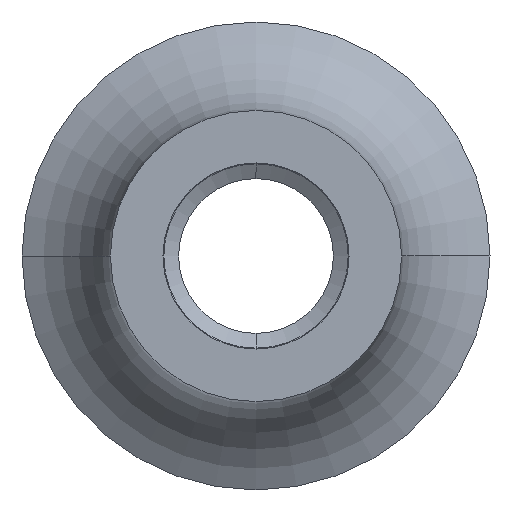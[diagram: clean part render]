
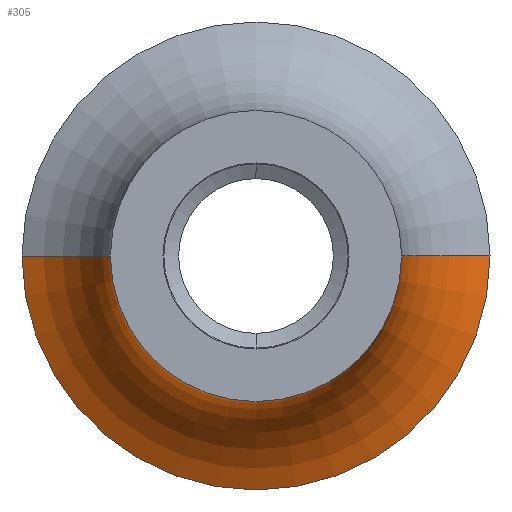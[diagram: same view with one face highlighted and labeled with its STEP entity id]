
A CAD part, front view. The second image highlights one B-rep face of the part: STEP entity #305.
In plain terms, the highlighted toroidal (fillet/blend) face has major radius 7.95 mm and minor radius 4 mm.
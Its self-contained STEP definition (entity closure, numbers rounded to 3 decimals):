
#10 = ORIENTED_EDGE ( 'NONE', *, *, #43, .F. ) ;
#13 = EDGE_CURVE ( 'NONE', #161, #465, #299, .T. ) ;
#16 = CARTESIAN_POINT ( 'NONE',  ( -3.95, 23.134, 0. ) ) ;
#24 = EDGE_CURVE ( 'NONE', #431, #465, #237, .T. ) ;
#43 = EDGE_CURVE ( 'NONE', #461, #431, #158, .T. ) ;
#44 = ORIENTED_EDGE ( 'NONE', *, *, #293, .T. ) ;
#48 = AXIS2_PLACEMENT_3D ( 'NONE', #412, #444, #102 ) ;
#63 = DIRECTION ( 'NONE',  ( -1., 0., 0. ) ) ;
#97 = AXIS2_PLACEMENT_3D ( 'NONE', #135, #141, #107 ) ;
#102 = DIRECTION ( 'NONE',  ( -1., 0., 0. ) ) ;
#107 = DIRECTION ( 'NONE',  ( -1., 0., 0. ) ) ;
#114 = CARTESIAN_POINT ( 'NONE',  ( 3.95, 23.134, 0. ) ) ;
#121 = EDGE_LOOP ( 'NONE', ( #10, #44, #126, #137 ) ) ;
#126 = ORIENTED_EDGE ( 'NONE', *, *, #13, .T. ) ;
#129 = DIRECTION ( 'NONE',  ( -1., 0., 0. ) ) ;
#135 = CARTESIAN_POINT ( 'NONE',  ( 0., 23.134, 0. ) ) ;
#137 = ORIENTED_EDGE ( 'NONE', *, *, #24, .F. ) ;
#139 = DIRECTION ( 'NONE',  ( 0., 1., 0. ) ) ;
#141 = DIRECTION ( 'NONE',  ( 0., 1., 0. ) ) ;
#158 = CIRCLE ( 'NONE', #245, 6.35 ) ;
#161 = VERTEX_POINT ( 'NONE', #114 ) ;
#213 = CARTESIAN_POINT ( 'NONE',  ( 0., 23.134, 0. ) ) ;
#237 = CIRCLE ( 'NONE', #48, 4. ) ;
#245 = AXIS2_PLACEMENT_3D ( 'NONE', #409, #451, #129 ) ;
#293 = EDGE_CURVE ( 'NONE', #461, #161, #406, .T. ) ;
#299 = CIRCLE ( 'NONE', #424, 3.95 ) ;
#302 = TOROIDAL_SURFACE ( 'NONE', #97, 7.95, 4. ) ;
#305 = ADVANCED_FACE ( 'NONE', ( #484 ), #302, .F. ) ;
#310 = AXIS2_PLACEMENT_3D ( 'NONE', #375, #366, #450 ) ;
#342 = CARTESIAN_POINT ( 'NONE',  ( -6.35, 26.8, 0. ) ) ;
#366 = DIRECTION ( 'NONE',  ( 0., 0., 1. ) ) ;
#375 = CARTESIAN_POINT ( 'NONE',  ( 7.95, 23.134, 0. ) ) ;
#396 = CARTESIAN_POINT ( 'NONE',  ( 6.35, 26.8, 0. ) ) ;
#406 = CIRCLE ( 'NONE', #310, 4. ) ;
#409 = CARTESIAN_POINT ( 'NONE',  ( 0., 26.8, 0. ) ) ;
#412 = CARTESIAN_POINT ( 'NONE',  ( -7.95, 23.134, 0. ) ) ;
#424 = AXIS2_PLACEMENT_3D ( 'NONE', #213, #139, #63 ) ;
#431 = VERTEX_POINT ( 'NONE', #342 ) ;
#444 = DIRECTION ( 'NONE',  ( 0., 0., -1. ) ) ;
#450 = DIRECTION ( 'NONE',  ( 1., 0., 0. ) ) ;
#451 = DIRECTION ( 'NONE',  ( 0., 1., 0. ) ) ;
#461 = VERTEX_POINT ( 'NONE', #396 ) ;
#465 = VERTEX_POINT ( 'NONE', #16 ) ;
#484 = FACE_OUTER_BOUND ( 'NONE', #121, .T. ) ;
